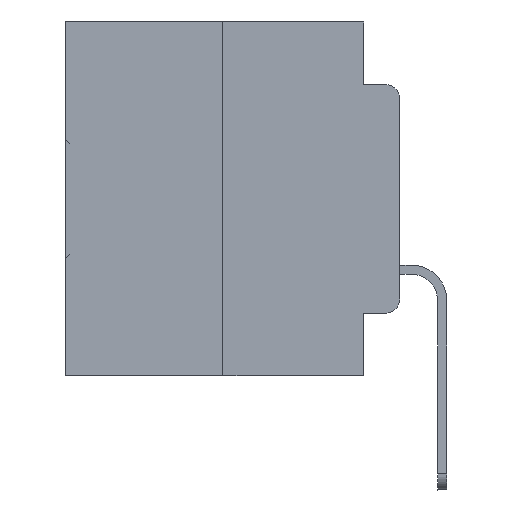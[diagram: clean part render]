
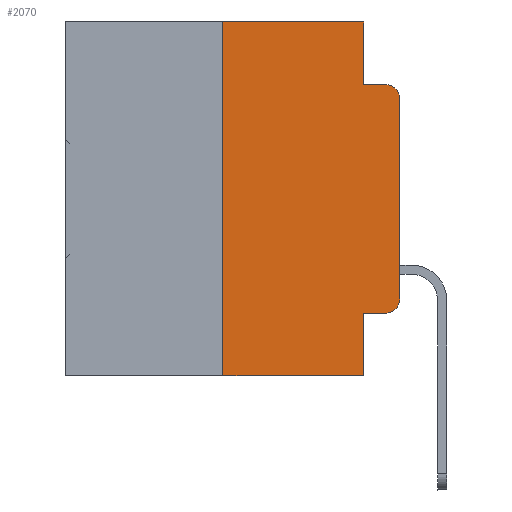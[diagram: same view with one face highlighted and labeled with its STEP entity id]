
A CAD part, left-side view. The second image highlights one B-rep face of the part: STEP entity #2070.
In plain terms, the highlighted planar face has unit normal (-1, 0, 0).
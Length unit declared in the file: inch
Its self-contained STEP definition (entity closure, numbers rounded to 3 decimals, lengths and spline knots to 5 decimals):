
#549 = VERTEX_POINT ( 'NONE', #3582 ) ;
#594 = DIRECTION ( 'NONE',  ( 0., 0., -1. ) ) ;
#900 = CARTESIAN_POINT ( 'NONE',  ( 0., 0.25, 0. ) ) ;
#1059 = ORIENTED_EDGE ( 'NONE', *, *, #18569, .F. ) ;
#2070 = ADVANCED_FACE ( 'NONE', ( #20592 ), #26361, .F. ) ;
#2252 = VERTEX_POINT ( 'NONE', #21598 ) ;
#2325 = AXIS2_PLACEMENT_3D ( 'NONE', #10684, #15620, #10350 ) ;
#2353 = VERTEX_POINT ( 'NONE', #3222 ) ;
#2441 = DIRECTION ( 'NONE',  ( 0., -1., 0. ) ) ;
#3154 = CARTESIAN_POINT ( 'NONE',  ( 0., 0.02, -0.3915 ) ) ;
#3222 = CARTESIAN_POINT ( 'NONE',  ( 0., 0.25, -0.5 ) ) ;
#3582 = CARTESIAN_POINT ( 'NONE',  ( 0., 0.051, -0.4115 ) ) ;
#3795 = VECTOR ( 'NONE', #33243, 39.37008 ) ;
#4174 = VERTEX_POINT ( 'NONE', #28161 ) ;
#4346 = ORIENTED_EDGE ( 'NONE', *, *, #12848, .T. ) ;
#5261 = DIRECTION ( 'NONE',  ( 0., 0., -1. ) ) ;
#5311 = CARTESIAN_POINT ( 'NONE',  ( 0., 0.051, -0.4115 ) ) ;
#5793 = CARTESIAN_POINT ( 'NONE',  ( 0., 0.473, 0. ) ) ;
#6532 = ORIENTED_EDGE ( 'NONE', *, *, #19312, .T. ) ;
#6565 = EDGE_CURVE ( 'NONE', #11577, #21443, #18628, .T. ) ;
#6854 = CARTESIAN_POINT ( 'NONE',  ( 0., 0., -0.1085 ) ) ;
#7245 = VERTEX_POINT ( 'NONE', #24725 ) ;
#8415 = ORIENTED_EDGE ( 'NONE', *, *, #9452, .F. ) ;
#9452 = EDGE_CURVE ( 'NONE', #22076, #21443, #12554, .T. ) ;
#10083 = LINE ( 'NONE', #5311, #21102 ) ;
#10119 = EDGE_CURVE ( 'NONE', #2252, #22076, #31826, .T. ) ;
#10350 = DIRECTION ( 'NONE',  ( 0., 0., -1. ) ) ;
#10355 = ORIENTED_EDGE ( 'NONE', *, *, #10119, .F. ) ;
#10358 = ORIENTED_EDGE ( 'NONE', *, *, #13652, .F. ) ;
#10484 = DIRECTION ( 'NONE',  ( 0., 0., -1. ) ) ;
#10684 = CARTESIAN_POINT ( 'NONE',  ( 0., 0.02, -0.1085 ) ) ;
#10697 = DIRECTION ( 'NONE',  ( 0., -1., 0. ) ) ;
#10986 = EDGE_LOOP ( 'NONE', ( #6532, #11854, #8415, #10355, #10358, #1059, #4346, #21357, #13023, #26122 ) ) ;
#11262 = DIRECTION ( 'NONE',  ( 0., 0., -1. ) ) ;
#11577 = VERTEX_POINT ( 'NONE', #6854 ) ;
#11854 = ORIENTED_EDGE ( 'NONE', *, *, #6565, .T. ) ;
#11944 = VECTOR ( 'NONE', #594, 39.37008 ) ;
#12385 = DIRECTION ( 'NONE',  ( 0., -1., 0. ) ) ;
#12455 = VECTOR ( 'NONE', #16808, 39.37008 ) ;
#12554 = LINE ( 'NONE', #27694, #14370 ) ;
#12848 = EDGE_CURVE ( 'NONE', #2353, #4174, #28561, .T. ) ;
#13023 = ORIENTED_EDGE ( 'NONE', *, *, #23709, .T. ) ;
#13299 = EDGE_CURVE ( 'NONE', #22651, #7245, #27513, .T. ) ;
#13535 = LINE ( 'NONE', #26797, #11944 ) ;
#13546 = DIRECTION ( 'NONE',  ( -1., 0., 0. ) ) ;
#13652 = EDGE_CURVE ( 'NONE', #18086, #2252, #23374, .T. ) ;
#14370 = VECTOR ( 'NONE', #12385, 39.37008 ) ;
#14925 = CARTESIAN_POINT ( 'NONE',  ( 0., 0.02, -0.0885 ) ) ;
#15620 = DIRECTION ( 'NONE',  ( -1., 0., 0. ) ) ;
#15651 = DIRECTION ( 'NONE',  ( 1., 0., 0. ) ) ;
#16808 = DIRECTION ( 'NONE',  ( 0., 0., 1. ) ) ;
#17210 = VECTOR ( 'NONE', #2441, 39.37008 ) ;
#18086 = VERTEX_POINT ( 'NONE', #900 ) ;
#18569 = EDGE_CURVE ( 'NONE', #2353, #18086, #20960, .T. ) ;
#18628 = CIRCLE ( 'NONE', #2325, 0.02 ) ;
#19312 = EDGE_CURVE ( 'NONE', #7245, #11577, #25934, .T. ) ;
#20592 = FACE_OUTER_BOUND ( 'NONE', #10986, .T. ) ;
#20928 = CARTESIAN_POINT ( 'NONE',  ( 0., 0.473, 0. ) ) ;
#20960 = LINE ( 'NONE', #23672, #12455 ) ;
#21102 = VECTOR ( 'NONE', #33381, 39.37008 ) ;
#21357 = ORIENTED_EDGE ( 'NONE', *, *, #24943, .F. ) ;
#21443 = VERTEX_POINT ( 'NONE', #14925 ) ;
#21598 = CARTESIAN_POINT ( 'NONE',  ( 0., 0.051, 0. ) ) ;
#22076 = VERTEX_POINT ( 'NONE', #30689 ) ;
#22651 = VERTEX_POINT ( 'NONE', #24978 ) ;
#23374 = LINE ( 'NONE', #5793, #17210 ) ;
#23672 = CARTESIAN_POINT ( 'NONE',  ( 0., 0.25, 0. ) ) ;
#23709 = EDGE_CURVE ( 'NONE', #549, #22651, #10083, .T. ) ;
#24725 = CARTESIAN_POINT ( 'NONE',  ( 0., 0., -0.3915 ) ) ;
#24758 = VECTOR ( 'NONE', #10697, 39.37008 ) ;
#24803 = AXIS2_PLACEMENT_3D ( 'NONE', #20928, #15651, #5261 ) ;
#24943 = EDGE_CURVE ( 'NONE', #549, #4174, #13535, .T. ) ;
#24978 = CARTESIAN_POINT ( 'NONE',  ( 0., 0.02, -0.4115 ) ) ;
#25934 = LINE ( 'NONE', #26107, #3795 ) ;
#26107 = CARTESIAN_POINT ( 'NONE',  ( 0., 0., 0. ) ) ;
#26122 = ORIENTED_EDGE ( 'NONE', *, *, #13299, .T. ) ;
#26361 = PLANE ( 'NONE',  #24803 ) ;
#26797 = CARTESIAN_POINT ( 'NONE',  ( 0., 0.051, 0. ) ) ;
#27513 = CIRCLE ( 'NONE', #29146, 0.02 ) ;
#27694 = CARTESIAN_POINT ( 'NONE',  ( 0., 0.051, -0.0885 ) ) ;
#28161 = CARTESIAN_POINT ( 'NONE',  ( 0., 0.051, -0.5 ) ) ;
#28561 = LINE ( 'NONE', #29067, #24758 ) ;
#29067 = CARTESIAN_POINT ( 'NONE',  ( 0., 0.473, -0.5 ) ) ;
#29146 = AXIS2_PLACEMENT_3D ( 'NONE', #3154, #13546, #10484 ) ;
#29300 = CARTESIAN_POINT ( 'NONE',  ( 0., 0.051, 0. ) ) ;
#29998 = VECTOR ( 'NONE', #11262, 39.37008 ) ;
#30689 = CARTESIAN_POINT ( 'NONE',  ( 0., 0.051, -0.0885 ) ) ;
#31826 = LINE ( 'NONE', #29300, #29998 ) ;
#33243 = DIRECTION ( 'NONE',  ( 0., 0., 1. ) ) ;
#33381 = DIRECTION ( 'NONE',  ( 0., -1., 0. ) ) ;
